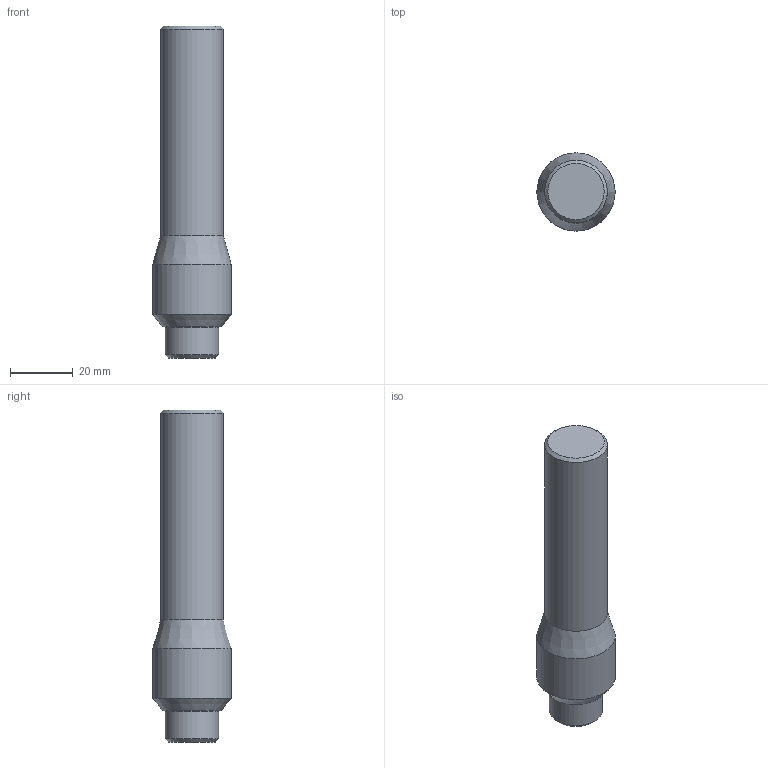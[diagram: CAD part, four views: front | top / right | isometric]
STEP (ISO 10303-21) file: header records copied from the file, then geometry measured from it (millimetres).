
FILE_DESCRIPTION(('FreeCAD Model'),'2;1');
FILE_NAME('arbre_libre.step','2020-05-12T19:10:48',('Author' ),(''),'Open CASCADE STEP processor 7.3','FreeCAD','Unknown');
FILE_SCHEMA(('AUTOMOTIVE_DESIGN { 1 0 10303 214 1 1 1 1 }'));
Length unit declared in the file: millimetre
Products named in the file (1): arbre_libre
Bounding box: 25 x 25 x 106 mm (x, y, z)
Volume: 36240.6 mm3; surface area: 7526.4 mm2
Topology: 1 solids, 1 shells, 11 faces, 18 edges, 10 vertices
Faces by surface type: cone 4, cylinder 3, plane 3, torus 1
Full cylindrical faces by diameter (mm): 17 x1, 20 x1, 25 x1
Entity records: 510 total; most frequent: DIRECTION 89, CARTESIAN_POINT 76, LINE 39, VECTOR 39, ORIENTED_EDGE 36, PCURVE 36, DEFINITIONAL_REPRESENTATION 36, AXIS2_PLACEMENT_3D 23
